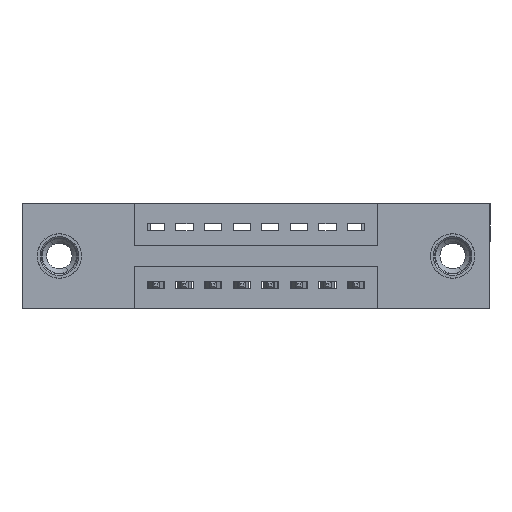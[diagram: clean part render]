
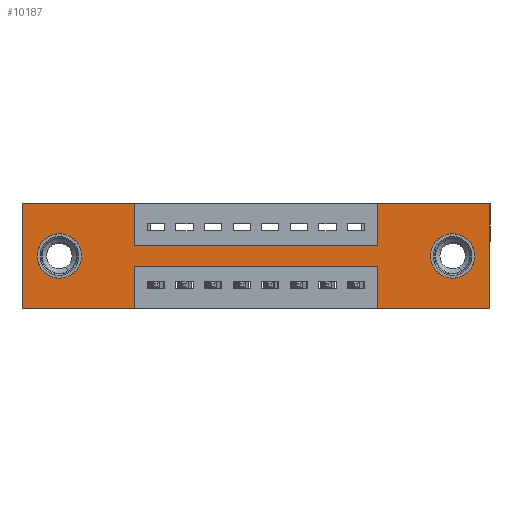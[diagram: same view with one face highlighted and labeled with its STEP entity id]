
A CAD part, front view. The second image highlights one B-rep face of the part: STEP entity #10187.
In plain terms, the highlighted planar face has unit normal (0, -1, 0).
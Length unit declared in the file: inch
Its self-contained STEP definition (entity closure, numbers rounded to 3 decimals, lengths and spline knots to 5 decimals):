
#101 = LINE ( 'NONE', #11717, #4760 ) ;
#127 = CARTESIAN_POINT ( 'NONE',  ( 0.3925, 0., -0.15 ) ) ;
#188 = ORIENTED_EDGE ( 'NONE', *, *, #2531, .F. ) ;
#218 = ORIENTED_EDGE ( 'NONE', *, *, #8737, .F. ) ;
#272 = CARTESIAN_POINT ( 'NONE',  ( 1.505, 0., -0.185 ) ) ;
#288 = EDGE_CURVE ( 'NONE', #1960, #10667, #4280, .T. ) ;
#325 = CARTESIAN_POINT ( 'NONE',  ( 0., 0., -0.37 ) ) ;
#546 = VERTEX_POINT ( 'NONE', #3769 ) ;
#626 = CARTESIAN_POINT ( 'NONE',  ( 1.635, 0., 0. ) ) ;
#716 = CARTESIAN_POINT ( 'NONE',  ( 0.13, 0., -0.263 ) ) ;
#728 = DIRECTION ( 'NONE',  ( 0., 1., 0. ) ) ;
#763 = ORIENTED_EDGE ( 'NONE', *, *, #14411, .T. ) ;
#798 = CARTESIAN_POINT ( 'NONE',  ( 1.635, 0., -0.37 ) ) ;
#905 = LINE ( 'NONE', #10104, #13199 ) ;
#952 = CARTESIAN_POINT ( 'NONE',  ( 1.2425, 0., -0.37 ) ) ;
#1019 = CARTESIAN_POINT ( 'NONE',  ( 1.505, 0., -0.185 ) ) ;
#1122 = FACE_BOUND ( 'NONE', #11985, .T. ) ;
#1134 = CARTESIAN_POINT ( 'NONE',  ( 1.505, 0., -0.107 ) ) ;
#1182 = VECTOR ( 'NONE', #9271, 39.37008 ) ;
#1283 = CARTESIAN_POINT ( 'NONE',  ( 0.3925, 0., -0.22 ) ) ;
#1407 = CARTESIAN_POINT ( 'NONE',  ( 0.13, 0., -0.107 ) ) ;
#1520 = DIRECTION ( 'NONE',  ( 1., 0., 0. ) ) ;
#1845 = DIRECTION ( 'NONE',  ( 0., 0., -1. ) ) ;
#1960 = VERTEX_POINT ( 'NONE', #325 ) ;
#2049 = AXIS2_PLACEMENT_3D ( 'NONE', #4626, #12906, #8307 ) ;
#2093 = LINE ( 'NONE', #4165, #13068 ) ;
#2098 = AXIS2_PLACEMENT_3D ( 'NONE', #1019, #4608, #8050 ) ;
#2166 = CARTESIAN_POINT ( 'NONE',  ( 1.2425, 0., -0.15 ) ) ;
#2226 = CARTESIAN_POINT ( 'NONE',  ( 1.505, 0., -0.263 ) ) ;
#2377 = LINE ( 'NONE', #626, #11506 ) ;
#2531 = EDGE_CURVE ( 'NONE', #13170, #4425, #2377, .T. ) ;
#2785 = LINE ( 'NONE', #4525, #13576 ) ;
#2856 = ORIENTED_EDGE ( 'NONE', *, *, #7816, .F. ) ;
#3117 = DIRECTION ( 'NONE',  ( 0., 0., 1. ) ) ;
#3128 = ORIENTED_EDGE ( 'NONE', *, *, #6783, .F. ) ;
#3244 = CARTESIAN_POINT ( 'NONE',  ( 1.2425, 0., -0.22 ) ) ;
#3260 = DIRECTION ( 'NONE',  ( -1., 0., 0. ) ) ;
#3399 = LINE ( 'NONE', #13285, #15103 ) ;
#3485 = EDGE_LOOP ( 'NONE', ( #6090, #5650, #3128, #218, #188, #9586, #13292, #2856, #7727, #8403, #4567, #4005 ) ) ;
#3698 = ORIENTED_EDGE ( 'NONE', *, *, #11533, .T. ) ;
#3726 = LINE ( 'NONE', #11811, #10808 ) ;
#3769 = CARTESIAN_POINT ( 'NONE',  ( 0.3925, 0., 0. ) ) ;
#4005 = ORIENTED_EDGE ( 'NONE', *, *, #10830, .F. ) ;
#4165 = CARTESIAN_POINT ( 'NONE',  ( 0., 0., -0.37 ) ) ;
#4261 = EDGE_CURVE ( 'NONE', #9637, #5400, #14089, .T. ) ;
#4280 = LINE ( 'NONE', #9130, #6688 ) ;
#4310 = DIRECTION ( 'NONE',  ( 0., 0., 1. ) ) ;
#4425 = VERTEX_POINT ( 'NONE', #798 ) ;
#4430 = CARTESIAN_POINT ( 'NONE',  ( 0.3925, 0., -0.22 ) ) ;
#4525 = CARTESIAN_POINT ( 'NONE',  ( 0., 0., -0.37 ) ) ;
#4567 = ORIENTED_EDGE ( 'NONE', *, *, #288, .F. ) ;
#4608 = DIRECTION ( 'NONE',  ( 0., 1., 0. ) ) ;
#4626 = CARTESIAN_POINT ( 'NONE',  ( 0.13, 0., -0.185 ) ) ;
#4760 = VECTOR ( 'NONE', #9471, 39.37008 ) ;
#5005 = AXIS2_PLACEMENT_3D ( 'NONE', #6668, #728, #3117 ) ;
#5198 = LINE ( 'NONE', #7542, #15377 ) ;
#5321 = DIRECTION ( 'NONE',  ( -1., 0., 0. ) ) ;
#5400 = VERTEX_POINT ( 'NONE', #1134 ) ;
#5508 = VERTEX_POINT ( 'NONE', #127 ) ;
#5650 = ORIENTED_EDGE ( 'NONE', *, *, #7980, .F. ) ;
#5933 = CARTESIAN_POINT ( 'NONE',  ( 0., 0., 0. ) ) ;
#6090 = ORIENTED_EDGE ( 'NONE', *, *, #10462, .F. ) ;
#6583 = VERTEX_POINT ( 'NONE', #14526 ) ;
#6668 = CARTESIAN_POINT ( 'NONE',  ( 0.13, 0., -0.185 ) ) ;
#6688 = VECTOR ( 'NONE', #4310, 39.37008 ) ;
#6783 = EDGE_CURVE ( 'NONE', #6583, #8357, #7339, .T. ) ;
#6934 = CARTESIAN_POINT ( 'NONE',  ( 1.2425, 0., 0. ) ) ;
#7339 = LINE ( 'NONE', #952, #1182 ) ;
#7542 = CARTESIAN_POINT ( 'NONE',  ( 0.3925, 0., 0. ) ) ;
#7727 = ORIENTED_EDGE ( 'NONE', *, *, #12001, .F. ) ;
#7816 = EDGE_CURVE ( 'NONE', #5508, #13692, #3399, .T. ) ;
#7980 = EDGE_CURVE ( 'NONE', #8357, #12208, #11055, .T. ) ;
#8050 = DIRECTION ( 'NONE',  ( 0., 0., -1. ) ) ;
#8072 = VECTOR ( 'NONE', #3260, 39.37008 ) ;
#8110 = CARTESIAN_POINT ( 'NONE',  ( 0., 0., 0. ) ) ;
#8307 = DIRECTION ( 'NONE',  ( 0., 0., 1. ) ) ;
#8357 = VERTEX_POINT ( 'NONE', #3244 ) ;
#8403 = ORIENTED_EDGE ( 'NONE', *, *, #10543, .F. ) ;
#8488 = EDGE_CURVE ( 'NONE', #5400, #9637, #13627, .T. ) ;
#8599 = DIRECTION ( 'NONE',  ( 0., 0., -1. ) ) ;
#8737 = EDGE_CURVE ( 'NONE', #4425, #6583, #2093, .T. ) ;
#9054 = DIRECTION ( 'NONE',  ( 1., 0., 0. ) ) ;
#9130 = CARTESIAN_POINT ( 'NONE',  ( 0., 0., 0. ) ) ;
#9168 = VERTEX_POINT ( 'NONE', #1407 ) ;
#9256 = VERTEX_POINT ( 'NONE', #716 ) ;
#9271 = DIRECTION ( 'NONE',  ( 0., 0., 1. ) ) ;
#9293 = LINE ( 'NONE', #8110, #13759 ) ;
#9471 = DIRECTION ( 'NONE',  ( 0., 0., 1. ) ) ;
#9579 = AXIS2_PLACEMENT_3D ( 'NONE', #12506, #11105, #9996 ) ;
#9586 = ORIENTED_EDGE ( 'NONE', *, *, #11467, .F. ) ;
#9637 = VERTEX_POINT ( 'NONE', #2226 ) ;
#9996 = DIRECTION ( 'NONE',  ( 0., 0., -1. ) ) ;
#10104 = CARTESIAN_POINT ( 'NONE',  ( 0., 0., 0. ) ) ;
#10187 = ADVANCED_FACE ( 'NONE', ( #13608, #1122, #11002 ), #12345, .T. ) ;
#10462 = EDGE_CURVE ( 'NONE', #12208, #14973, #3726, .T. ) ;
#10543 = EDGE_CURVE ( 'NONE', #10667, #546, #9293, .T. ) ;
#10667 = VERTEX_POINT ( 'NONE', #5933 ) ;
#10808 = VECTOR ( 'NONE', #13974, 39.37008 ) ;
#10830 = EDGE_CURVE ( 'NONE', #14973, #1960, #2785, .T. ) ;
#11002 = FACE_OUTER_BOUND ( 'NONE', #3485, .T. ) ;
#11055 = LINE ( 'NONE', #4430, #8072 ) ;
#11090 = CIRCLE ( 'NONE', #2049, 0.078 ) ;
#11105 = DIRECTION ( 'NONE',  ( 0., -1., 0. ) ) ;
#11147 = EDGE_LOOP ( 'NONE', ( #13413, #13125 ) ) ;
#11467 = EDGE_CURVE ( 'NONE', #13278, #13170, #905, .T. ) ;
#11506 = VECTOR ( 'NONE', #1845, 39.37008 ) ;
#11533 = EDGE_CURVE ( 'NONE', #9168, #9256, #13580, .T. ) ;
#11553 = DIRECTION ( 'NONE',  ( 0., 0., -1. ) ) ;
#11717 = CARTESIAN_POINT ( 'NONE',  ( 1.2425, 0., 0. ) ) ;
#11811 = CARTESIAN_POINT ( 'NONE',  ( 0.3925, 0., -0.37 ) ) ;
#11985 = EDGE_LOOP ( 'NONE', ( #3698, #763 ) ) ;
#12001 = EDGE_CURVE ( 'NONE', #546, #5508, #5198, .T. ) ;
#12208 = VERTEX_POINT ( 'NONE', #1283 ) ;
#12345 = PLANE ( 'NONE',  #9579 ) ;
#12506 = CARTESIAN_POINT ( 'NONE',  ( 0., 0., -0.37 ) ) ;
#12906 = DIRECTION ( 'NONE',  ( 0., 1., 0. ) ) ;
#13068 = VECTOR ( 'NONE', #5321, 39.37008 ) ;
#13125 = ORIENTED_EDGE ( 'NONE', *, *, #4261, .T. ) ;
#13170 = VERTEX_POINT ( 'NONE', #14816 ) ;
#13199 = VECTOR ( 'NONE', #9054, 39.37008 ) ;
#13278 = VERTEX_POINT ( 'NONE', #6934 ) ;
#13285 = CARTESIAN_POINT ( 'NONE',  ( 0.3925, 0., -0.15 ) ) ;
#13292 = ORIENTED_EDGE ( 'NONE', *, *, #13387, .F. ) ;
#13387 = EDGE_CURVE ( 'NONE', #13692, #13278, #101, .T. ) ;
#13413 = ORIENTED_EDGE ( 'NONE', *, *, #8488, .T. ) ;
#13576 = VECTOR ( 'NONE', #15344, 39.37008 ) ;
#13580 = CIRCLE ( 'NONE', #5005, 0.078 ) ;
#13608 = FACE_BOUND ( 'NONE', #11147, .T. ) ;
#13627 = CIRCLE ( 'NONE', #2098, 0.078 ) ;
#13692 = VERTEX_POINT ( 'NONE', #2166 ) ;
#13759 = VECTOR ( 'NONE', #14169, 39.37008 ) ;
#13974 = DIRECTION ( 'NONE',  ( 0., 0., -1. ) ) ;
#14089 = CIRCLE ( 'NONE', #14691, 0.078 ) ;
#14169 = DIRECTION ( 'NONE',  ( 1., 0., 0. ) ) ;
#14411 = EDGE_CURVE ( 'NONE', #9256, #9168, #11090, .T. ) ;
#14467 = DIRECTION ( 'NONE',  ( 0., 1., 0. ) ) ;
#14526 = CARTESIAN_POINT ( 'NONE',  ( 1.2425, 0., -0.37 ) ) ;
#14691 = AXIS2_PLACEMENT_3D ( 'NONE', #272, #14467, #8599 ) ;
#14816 = CARTESIAN_POINT ( 'NONE',  ( 1.635, 0., 0. ) ) ;
#14973 = VERTEX_POINT ( 'NONE', #15128 ) ;
#15103 = VECTOR ( 'NONE', #1520, 39.37008 ) ;
#15128 = CARTESIAN_POINT ( 'NONE',  ( 0.3925, 0., -0.37 ) ) ;
#15344 = DIRECTION ( 'NONE',  ( -1., 0., 0. ) ) ;
#15377 = VECTOR ( 'NONE', #11553, 39.37008 ) ;
